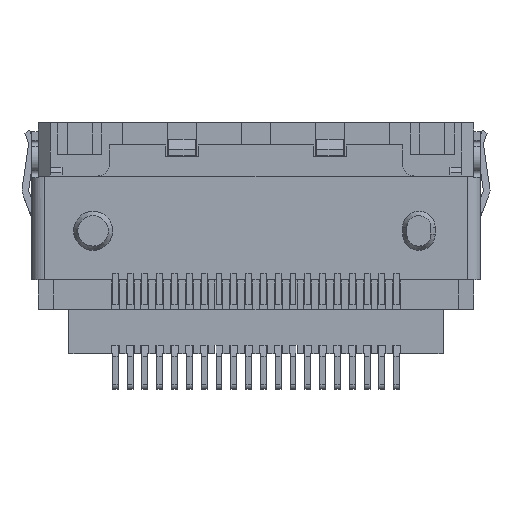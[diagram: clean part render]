
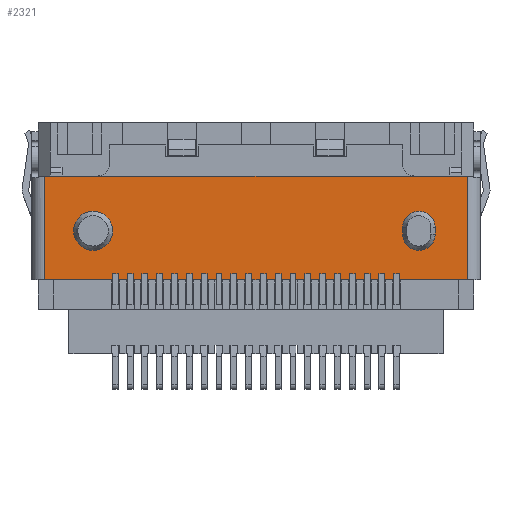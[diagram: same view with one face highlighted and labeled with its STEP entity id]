
A CAD part, front view. The second image highlights one B-rep face of the part: STEP entity #2321.
In plain terms, the highlighted planar face has unit normal (0, -1, 0).
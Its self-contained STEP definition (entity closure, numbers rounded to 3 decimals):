
#2321 = ADVANCED_FACE( '', ( #5939, #5940, #5941 ), #5942, .F. );
#5939 = FACE_BOUND( '', #10873, .T. );
#5940 = FACE_OUTER_BOUND( '', #10874, .T. );
#5941 = FACE_BOUND( '', #10875, .T. );
#5942 = PLANE( '', #10876 );
#10873 = EDGE_LOOP( '', ( #17901 ) );
#10874 = EDGE_LOOP( '', ( #17902, #17903, #17904, #17905 ) );
#10875 = EDGE_LOOP( '', ( #17906, #17907, #17908, #17909 ) );
#10876 = AXIS2_PLACEMENT_3D( '', #17910, #17911, #17912 );
#17901 = ORIENTED_EDGE( '', *, *, #32222, .F. );
#17902 = ORIENTED_EDGE( '', *, *, #33026, .T. );
#17903 = ORIENTED_EDGE( '', *, *, #33027, .F. );
#17904 = ORIENTED_EDGE( '', *, *, #33028, .F. );
#17905 = ORIENTED_EDGE( '', *, *, #33029, .T. );
#17906 = ORIENTED_EDGE( '', *, *, #33030, .F. );
#17907 = ORIENTED_EDGE( '', *, *, #33031, .F. );
#17908 = ORIENTED_EDGE( '', *, *, #33032, .F. );
#17909 = ORIENTED_EDGE( '', *, *, #33033, .F. );
#17910 = CARTESIAN_POINT( '', ( -7.125, -2.54, 3.5 ) );
#17911 = DIRECTION( '', ( 0., 1., 0. ) );
#17912 = DIRECTION( '', ( 0., 0., 1. ) );
#32222 = EDGE_CURVE( '', #39607, #39607, #39608, .F. );
#33026 = EDGE_CURVE( '', #40969, #40970, #40971, .T. );
#33027 = EDGE_CURVE( '', #40972, #40970, #40973, .T. );
#33028 = EDGE_CURVE( '', #40974, #40972, #40975, .T. );
#33029 = EDGE_CURVE( '', #40974, #40969, #40976, .T. );
#33030 = EDGE_CURVE( '', #40977, #40978, #40979, .T. );
#33031 = EDGE_CURVE( '', #40980, #40977, #40981, .F. );
#33032 = EDGE_CURVE( '', #40982, #40980, #40983, .T. );
#33033 = EDGE_CURVE( '', #40978, #40982, #40984, .F. );
#39607 = VERTEX_POINT( '', #50117 );
#39608 = CIRCLE( '', #50118, 0.66 );
#40969 = VERTEX_POINT( '', #52110 );
#40970 = VERTEX_POINT( '', #52111 );
#40971 = LINE( '', #52112, #52113 );
#40972 = VERTEX_POINT( '', #52114 );
#40973 = LINE( '', #52115, #52116 );
#40974 = VERTEX_POINT( '', #52117 );
#40975 = LINE( '', #52118, #52119 );
#40976 = LINE( '', #52120, #52121 );
#40977 = VERTEX_POINT( '', #52122 );
#40978 = VERTEX_POINT( '', #52123 );
#40979 = LINE( '', #52124, #52125 );
#40980 = VERTEX_POINT( '', #52126 );
#40981 = CIRCLE( '', #52127, 0.55 );
#40982 = VERTEX_POINT( '', #52128 );
#40983 = LINE( '', #52129, #52130 );
#40984 = CIRCLE( '', #52131, 0.55 );
#50117 = CARTESIAN_POINT( '', ( -5.5, -2.54, 2.31 ) );
#50118 = AXIS2_PLACEMENT_3D( '', #62409, #62410, #62411 );
#52110 = CARTESIAN_POINT( '', ( -7.125, -2.54, 0. ) );
#52111 = CARTESIAN_POINT( '', ( 7.125, -2.54, 0. ) );
#52112 = CARTESIAN_POINT( '', ( -7.125, -2.54, 0. ) );
#52113 = VECTOR( '', #63157, 1000. );
#52114 = CARTESIAN_POINT( '', ( 7.125, -2.54, 3.5 ) );
#52115 = CARTESIAN_POINT( '', ( 7.125, -2.54, 3.5 ) );
#52116 = VECTOR( '', #63158, 1000. );
#52117 = CARTESIAN_POINT( '', ( -7.125, -2.54, 3.5 ) );
#52118 = CARTESIAN_POINT( '', ( -7.125, -2.54, 3.5 ) );
#52119 = VECTOR( '', #63159, 1000. );
#52120 = CARTESIAN_POINT( '', ( -7.125, -2.54, 3.5 ) );
#52121 = VECTOR( '', #63160, 1000. );
#52122 = CARTESIAN_POINT( '', ( 4.95, -2.54, 1.76 ) );
#52123 = CARTESIAN_POINT( '', ( 4.95, -2.54, 1.54 ) );
#52124 = CARTESIAN_POINT( '', ( 4.95, -2.54, 3.5 ) );
#52125 = VECTOR( '', #63161, 1000. );
#52126 = CARTESIAN_POINT( '', ( 6.05, -2.54, 1.76 ) );
#52127 = AXIS2_PLACEMENT_3D( '', #63162, #63163, #63164 );
#52128 = CARTESIAN_POINT( '', ( 6.05, -2.54, 1.54 ) );
#52129 = CARTESIAN_POINT( '', ( 6.05, -2.54, 3.5 ) );
#52130 = VECTOR( '', #63165, 1000. );
#52131 = AXIS2_PLACEMENT_3D( '', #63166, #63167, #63168 );
#62409 = CARTESIAN_POINT( '', ( -5.5, -2.54, 1.65 ) );
#62410 = DIRECTION( '', ( 0., 1., 0. ) );
#62411 = DIRECTION( '', ( 0., 0., 1. ) );
#63157 = DIRECTION( '', ( 1., 0., 0. ) );
#63158 = DIRECTION( '', ( 0., 0., -1. ) );
#63159 = DIRECTION( '', ( 1., 0., 0. ) );
#63160 = DIRECTION( '', ( 0., 0., -1. ) );
#63161 = DIRECTION( '', ( 0., 0., -1. ) );
#63162 = CARTESIAN_POINT( '', ( 5.5, -2.54, 1.76 ) );
#63163 = DIRECTION( '', ( 0., 1., 0. ) );
#63164 = DIRECTION( '', ( 0., 0., 1. ) );
#63165 = DIRECTION( '', ( 0., 0., 1. ) );
#63166 = CARTESIAN_POINT( '', ( 5.5, -2.54, 1.54 ) );
#63167 = DIRECTION( '', ( 0., 1., 0. ) );
#63168 = DIRECTION( '', ( 0., 0., 1. ) );
